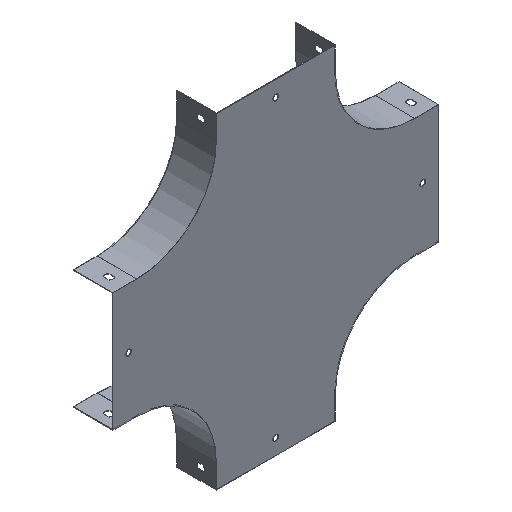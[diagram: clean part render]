
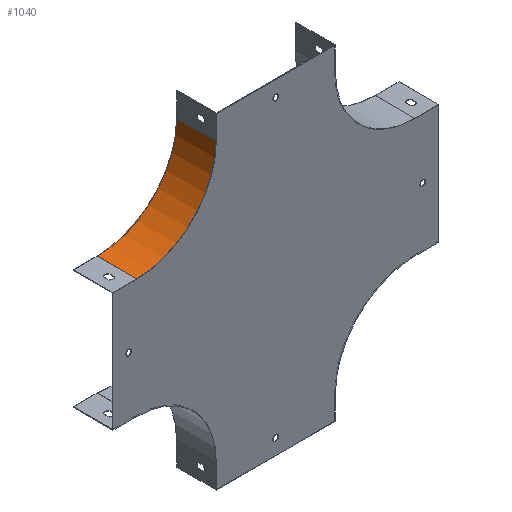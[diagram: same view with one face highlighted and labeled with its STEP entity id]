
A CAD part, isometric view. The second image highlights one B-rep face of the part: STEP entity #1040.
In plain terms, the highlighted cylindrical face has radius 100 mm (diameter 200 mm), a partial arc.
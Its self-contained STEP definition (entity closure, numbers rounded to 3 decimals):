
#211 = CARTESIAN_POINT ( 'NONE',  ( -175., 50., -130. ) ) ;
#364 = AXIS2_PLACEMENT_3D ( 'NONE', #1646, #1655, #1638 ) ;
#377 = AXIS2_PLACEMENT_3D ( 'NONE', #1800, #1795, #1793 ) ;
#454 = VERTEX_POINT ( 'NONE', #2247 ) ;
#455 = VERTEX_POINT ( 'NONE', #2246 ) ;
#488 = VERTEX_POINT ( 'NONE', #2212 ) ;
#563 = VERTEX_POINT ( 'NONE', #211 ) ;
#649 = EDGE_CURVE ( 'NONE', #454, #455, #1142, .T. ) ;
#664 = EDGE_CURVE ( 'NONE', #488, #454, #1175, .T. ) ;
#665 = EDGE_CURVE ( 'NONE', #563, #488, #1174, .T. ) ;
#666 = EDGE_CURVE ( 'NONE', #563, #455, #1176, .T. ) ;
#800 = FACE_OUTER_BOUND ( 'NONE', #1592, .T. ) ;
#806 = CYLINDRICAL_SURFACE ( 'NONE', #890, 100. ) ;
#890 = AXIS2_PLACEMENT_3D ( 'NONE', #1374, #1373, #1367 ) ;
#1040 = ADVANCED_FACE ( 'NONE', ( #800 ), #806, .F. ) ;
#1142 = CIRCLE ( 'NONE', #377, 100. ) ;
#1174 = CIRCLE ( 'NONE', #364, 100. ) ;
#1175 = LINE ( 'NONE', #1697, #1179 ) ;
#1176 = LINE ( 'NONE', #1649, #1181 ) ;
#1179 = VECTOR ( 'NONE', #1657, 1000. ) ;
#1181 = VECTOR ( 'NONE', #1667, 1000. ) ;
#1263 = ORIENTED_EDGE ( 'NONE', *, *, #666, .T. ) ;
#1264 = ORIENTED_EDGE ( 'NONE', *, *, #665, .F. ) ;
#1265 = ORIENTED_EDGE ( 'NONE', *, *, #664, .F. ) ;
#1266 = ORIENTED_EDGE ( 'NONE', *, *, #649, .F. ) ;
#1367 = DIRECTION ( 'NONE',  ( 0., 0., -1. ) ) ;
#1373 = DIRECTION ( 'NONE',  ( 0., -1., 0. ) ) ;
#1374 = CARTESIAN_POINT ( 'NONE',  ( -175., 0.8, -30. ) ) ;
#1592 = EDGE_LOOP ( 'NONE', ( #1266, #1265, #1264, #1263 ) ) ;
#1638 = DIRECTION ( 'NONE',  ( -1., 0., 0. ) ) ;
#1646 = CARTESIAN_POINT ( 'NONE',  ( -175., 50., -30. ) ) ;
#1649 = CARTESIAN_POINT ( 'NONE',  ( -175., 0.8, -130. ) ) ;
#1655 = DIRECTION ( 'NONE',  ( 0., -1., 0. ) ) ;
#1657 = DIRECTION ( 'NONE',  ( 0., -1., 0. ) ) ;
#1667 = DIRECTION ( 'NONE',  ( 0., -1., 0. ) ) ;
#1697 = CARTESIAN_POINT ( 'NONE',  ( -75., 0.8, -30. ) ) ;
#1793 = DIRECTION ( 'NONE',  ( 0., 0., 1. ) ) ;
#1795 = DIRECTION ( 'NONE',  ( 0., 1., 0. ) ) ;
#1800 = CARTESIAN_POINT ( 'NONE',  ( -175., 0., -30. ) ) ;
#2212 = CARTESIAN_POINT ( 'NONE',  ( -75., 50., -30. ) ) ;
#2246 = CARTESIAN_POINT ( 'NONE',  ( -175., 0., -130. ) ) ;
#2247 = CARTESIAN_POINT ( 'NONE',  ( -75., 0., -30. ) ) ;
